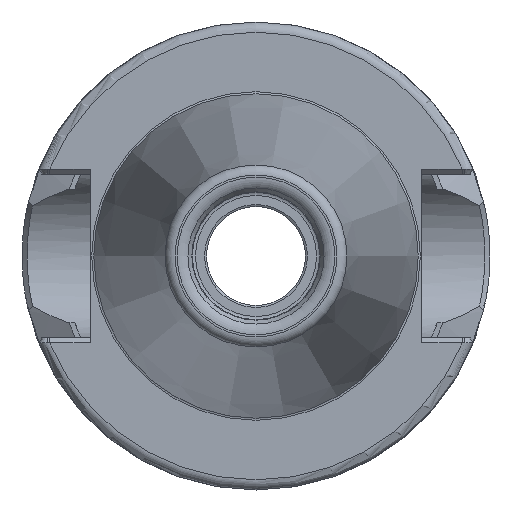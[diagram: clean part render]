
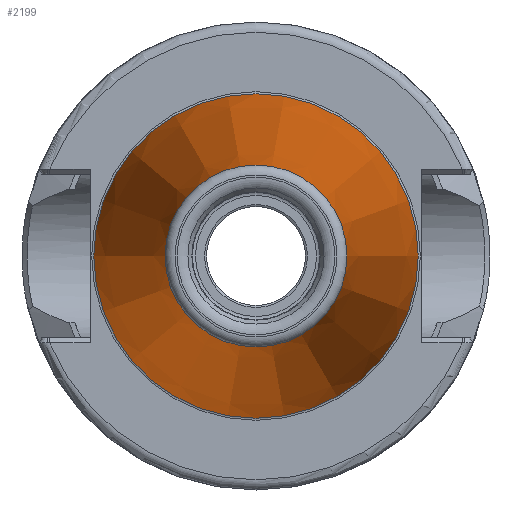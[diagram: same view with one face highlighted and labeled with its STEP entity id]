
A CAD part, left-side view. The second image highlights one B-rep face of the part: STEP entity #2199.
In plain terms, the highlighted conical face has half-angle 8.297 degrees and reference radius 12.445 mm.
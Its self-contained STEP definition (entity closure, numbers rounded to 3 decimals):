
#257=FACE_OUTER_BOUND('',#380,.T.);
#380=EDGE_LOOP('',(#1805,#1806,#1807,#1808,#1809,#1810,#1811));
#502=LINE('',#4226,#621);
#621=VECTOR('',#2917,12.445);
#769=CIRCLE('',#2418,8.941);
#770=CIRCLE('',#2419,8.941);
#771=CIRCLE('',#2420,8.941);
#773=CIRCLE('',#2423,15.948);
#774=CIRCLE('',#2424,15.948);
#982=VERTEX_POINT('',#4214);
#983=VERTEX_POINT('',#4215);
#984=VERTEX_POINT('',#4217);
#985=VERTEX_POINT('',#4222);
#986=VERTEX_POINT('',#4223);
#1280=EDGE_CURVE('',#982,#983,#769,.T.);
#1281=EDGE_CURVE('',#984,#982,#770,.T.);
#1282=EDGE_CURVE('',#983,#984,#771,.T.);
#1284=EDGE_CURVE('',#985,#986,#773,.T.);
#1285=EDGE_CURVE('',#986,#985,#774,.T.);
#1286=EDGE_CURVE('',#986,#984,#502,.T.);
#1805=ORIENTED_EDGE('',*,*,#1284,.F.);
#1806=ORIENTED_EDGE('',*,*,#1285,.F.);
#1807=ORIENTED_EDGE('',*,*,#1286,.T.);
#1808=ORIENTED_EDGE('',*,*,#1281,.T.);
#1809=ORIENTED_EDGE('',*,*,#1280,.T.);
#1810=ORIENTED_EDGE('',*,*,#1282,.T.);
#1811=ORIENTED_EDGE('',*,*,#1286,.F.);
#2127=CONICAL_SURFACE('',#2422,12.445,0.145);
#2199=ADVANCED_FACE('',(#257),#2127,.T.);
#2418=AXIS2_PLACEMENT_3D('',#4216,#2903,#2904);
#2419=AXIS2_PLACEMENT_3D('',#4218,#2905,#2906);
#2420=AXIS2_PLACEMENT_3D('',#4219,#2907,#2908);
#2422=AXIS2_PLACEMENT_3D('',#4221,#2911,#2912);
#2423=AXIS2_PLACEMENT_3D('',#4224,#2913,#2914);
#2424=AXIS2_PLACEMENT_3D('',#4225,#2915,#2916);
#2903=DIRECTION('center_axis',(1.,0.,0.));
#2904=DIRECTION('ref_axis',(0.,0.,-1.));
#2905=DIRECTION('center_axis',(1.,0.,0.));
#2906=DIRECTION('ref_axis',(0.,0.,-1.));
#2907=DIRECTION('center_axis',(1.,0.,0.));
#2908=DIRECTION('ref_axis',(0.,0.,-1.));
#2911=DIRECTION('center_axis',(1.,0.,0.));
#2912=DIRECTION('ref_axis',(0.,1.,0.));
#2913=DIRECTION('center_axis',(1.,0.,0.));
#2914=DIRECTION('ref_axis',(0.,0.,-1.));
#2915=DIRECTION('center_axis',(1.,0.,0.));
#2916=DIRECTION('ref_axis',(0.,0.,-1.));
#2917=DIRECTION('',(-0.99,0.144,0.));
#4214=CARTESIAN_POINT('',(-47.944,8.941,0.));
#4215=CARTESIAN_POINT('',(-47.944,0.,8.941));
#4216=CARTESIAN_POINT('Origin',(-47.944,0.,
0.));
#4217=CARTESIAN_POINT('',(-47.944,-8.941,0.));
#4218=CARTESIAN_POINT('Origin',(-47.944,0.,
0.));
#4219=CARTESIAN_POINT('Origin',(-47.944,0.,
0.));
#4221=CARTESIAN_POINT('Origin',(-23.922,0.,
0.));
#4222=CARTESIAN_POINT('',(0.1,15.948,0.));
#4223=CARTESIAN_POINT('',(0.1,-15.948,0.));
#4224=CARTESIAN_POINT('Origin',(0.1,0.,
0.));
#4225=CARTESIAN_POINT('Origin',(0.1,0.,
0.));
#4226=CARTESIAN_POINT('',(-23.922,-12.445,0.));
